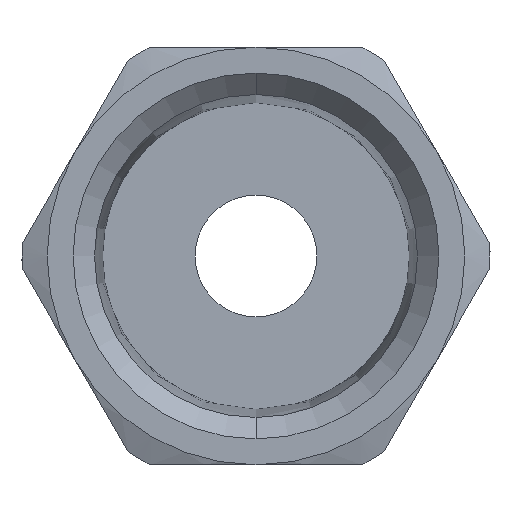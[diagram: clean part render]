
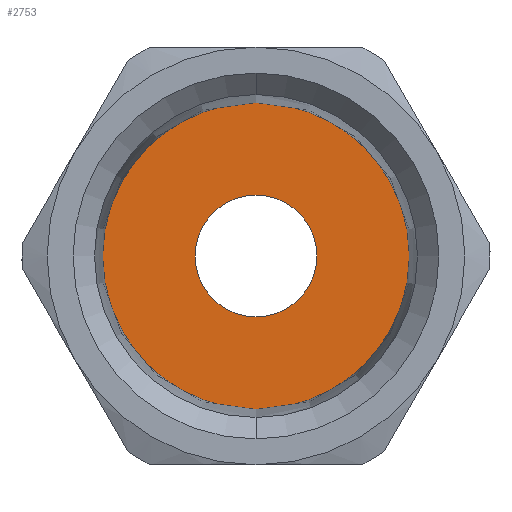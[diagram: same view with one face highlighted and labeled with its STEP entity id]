
A CAD part, front view. The second image highlights one B-rep face of the part: STEP entity #2753.
In plain terms, the highlighted planar face has unit normal (0, -1, 0).
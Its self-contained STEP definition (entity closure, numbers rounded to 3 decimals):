
#304 = AXIS2_PLACEMENT_3D ( 'NONE', #2371, #1114, #12799 ) ;
#899 = CARTESIAN_POINT ( 'NONE',  ( 0., -11.5, -3.5 ) ) ;
#1007 = FACE_OUTER_BOUND ( 'NONE', #5178, .T. ) ;
#1114 = DIRECTION ( 'NONE',  ( 0., -1., 0. ) ) ;
#1191 = VERTEX_POINT ( 'NONE', #11890 ) ;
#1320 = CARTESIAN_POINT ( 'NONE',  ( -4.408, -11.5, 0. ) ) ;
#2243 = EDGE_CURVE ( 'NONE', #1191, #14483, #11527, .T. ) ;
#2371 = CARTESIAN_POINT ( 'NONE',  ( 0., -11.5, 0. ) ) ;
#2743 = CIRCLE ( 'NONE', #5555, 8.816 ) ;
#2753 = ADVANCED_FACE ( 'NONE', ( #7877, #1007 ), #3426, .F. ) ;
#3093 = ORIENTED_EDGE ( 'NONE', *, *, #11634, .F. ) ;
#3273 = CARTESIAN_POINT ( 'NONE',  ( 0., -11.5, 0. ) ) ;
#3426 = PLANE ( 'NONE',  #8966 ) ;
#3469 = DIRECTION ( 'NONE',  ( 0., -1., 0. ) ) ;
#3524 = CARTESIAN_POINT ( 'NONE',  ( 0., -11.5, 0. ) ) ;
#3580 = ORIENTED_EDGE ( 'NONE', *, *, #7203, .T. ) ;
#4886 = EDGE_CURVE ( 'NONE', #11799, #6544, #2743, .T. ) ;
#5178 = EDGE_LOOP ( 'NONE', ( #10942, #3580 ) ) ;
#5555 = AXIS2_PLACEMENT_3D ( 'NONE', #3273, #10436, #11550 ) ;
#5812 = DIRECTION ( 'NONE',  ( 0., 1., 0. ) ) ;
#6013 = DIRECTION ( 'NONE',  ( 0., -1., 0. ) ) ;
#6391 = EDGE_LOOP ( 'NONE', ( #3093, #10430 ) ) ;
#6544 = VERTEX_POINT ( 'NONE', #12579 ) ;
#7203 = EDGE_CURVE ( 'NONE', #6544, #11799, #10439, .T. ) ;
#7877 = FACE_BOUND ( 'NONE', #6391, .T. ) ;
#8966 = AXIS2_PLACEMENT_3D ( 'NONE', #1320, #5812, #12836 ) ;
#9634 = CARTESIAN_POINT ( 'NONE',  ( 0., -11.5, -8.816 ) ) ;
#9674 = AXIS2_PLACEMENT_3D ( 'NONE', #10723, #6013, #9682 ) ;
#9682 = DIRECTION ( 'NONE',  ( 0., 0., -1. ) ) ;
#10430 = ORIENTED_EDGE ( 'NONE', *, *, #2243, .F. ) ;
#10436 = DIRECTION ( 'NONE',  ( 0., -1., 0. ) ) ;
#10439 = CIRCLE ( 'NONE', #9674, 8.816 ) ;
#10723 = CARTESIAN_POINT ( 'NONE',  ( 0., -11.5, 0. ) ) ;
#10942 = ORIENTED_EDGE ( 'NONE', *, *, #4886, .T. ) ;
#11527 = CIRCLE ( 'NONE', #13198, 3.5 ) ;
#11550 = DIRECTION ( 'NONE',  ( 0., 0., -1. ) ) ;
#11633 = DIRECTION ( 'NONE',  ( 0., 0., -1. ) ) ;
#11634 = EDGE_CURVE ( 'NONE', #14483, #1191, #11750, .T. ) ;
#11750 = CIRCLE ( 'NONE', #304, 3.5 ) ;
#11799 = VERTEX_POINT ( 'NONE', #9634 ) ;
#11890 = CARTESIAN_POINT ( 'NONE',  ( 0., -11.5, 3.5 ) ) ;
#12579 = CARTESIAN_POINT ( 'NONE',  ( 0., -11.5, 8.816 ) ) ;
#12799 = DIRECTION ( 'NONE',  ( 0., 0., -1. ) ) ;
#12836 = DIRECTION ( 'NONE',  ( 0., 0., 1. ) ) ;
#13198 = AXIS2_PLACEMENT_3D ( 'NONE', #3524, #3469, #11633 ) ;
#14483 = VERTEX_POINT ( 'NONE', #899 ) ;
